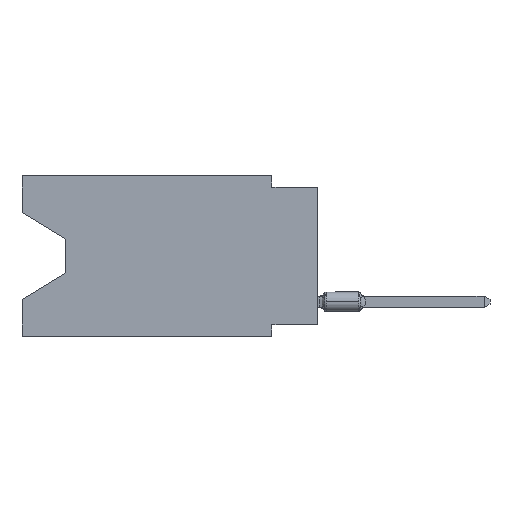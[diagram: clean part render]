
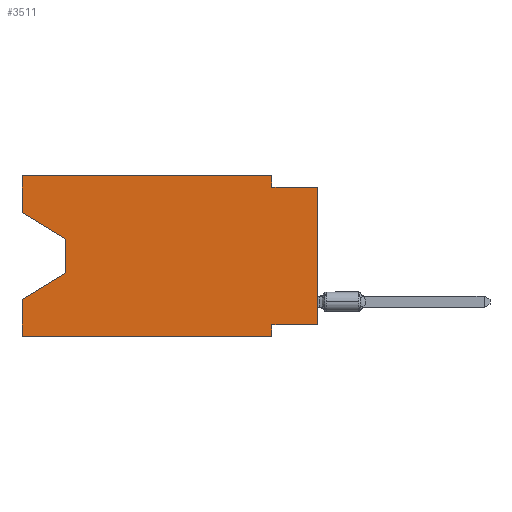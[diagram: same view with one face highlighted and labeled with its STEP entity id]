
A CAD part, left-side view. The second image highlights one B-rep face of the part: STEP entity #3511.
In plain terms, the highlighted planar face has unit normal (-1, 0, 0).
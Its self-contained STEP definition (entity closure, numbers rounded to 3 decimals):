
#85 = DIRECTION ( 'NONE',  ( 0., -1., 0. ) ) ;
#403 = CARTESIAN_POINT ( 'NONE',  ( 0., 2.54, 0. ) ) ;
#442 = CARTESIAN_POINT ( 'NONE',  ( 0., 16.383, 0. ) ) ;
#502 = VERTEX_POINT ( 'NONE', #12257 ) ;
#647 = EDGE_CURVE ( 'NONE', #502, #1913, #2704, .T. ) ;
#659 = VERTEX_POINT ( 'NONE', #11125 ) ;
#702 = CARTESIAN_POINT ( 'NONE',  ( 0., 0., -0.635 ) ) ;
#856 = VERTEX_POINT ( 'NONE', #15007 ) ;
#910 = VECTOR ( 'NONE', #10289, 1000. ) ;
#954 = VECTOR ( 'NONE', #11192, 1000. ) ;
#1091 = EDGE_CURVE ( 'NONE', #11981, #659, #6563, .T. ) ;
#1227 = LINE ( 'NONE', #4942, #2495 ) ;
#1403 = LINE ( 'NONE', #13939, #11618 ) ;
#1913 = VERTEX_POINT ( 'NONE', #403 ) ;
#2239 = CARTESIAN_POINT ( 'NONE',  ( 0., 2.54, -8.89 ) ) ;
#2334 = DIRECTION ( 'NONE',  ( 0., 0., 1. ) ) ;
#2495 = VECTOR ( 'NONE', #85, 1000. ) ;
#2704 = LINE ( 'NONE', #442, #11541 ) ;
#2739 = CARTESIAN_POINT ( 'NONE',  ( 0., 16.383, -8.89 ) ) ;
#2804 = EDGE_CURVE ( 'NONE', #11886, #6184, #11409, .T. ) ;
#2976 = VECTOR ( 'NONE', #8811, 1000. ) ;
#3107 = VERTEX_POINT ( 'NONE', #2739 ) ;
#3347 = ORIENTED_EDGE ( 'NONE', *, *, #12788, .F. ) ;
#3511 = ADVANCED_FACE ( 'NONE', ( #14430 ), #6291, .F. ) ;
#3701 = CARTESIAN_POINT ( 'NONE',  ( 0., 16.383, -6.852 ) ) ;
#4106 = LINE ( 'NONE', #702, #2976 ) ;
#4155 = EDGE_CURVE ( 'NONE', #856, #9453, #7147, .T. ) ;
#4377 = EDGE_CURVE ( 'NONE', #10233, #659, #4106, .T. ) ;
#4659 = DIRECTION ( 'NONE',  ( 0., 1., 0. ) ) ;
#4942 = CARTESIAN_POINT ( 'NONE',  ( 0., 16.383, -8.89 ) ) ;
#5065 = DIRECTION ( 'NONE',  ( 0., -1., 0. ) ) ;
#5414 = CARTESIAN_POINT ( 'NONE',  ( 0., 16.383, 0. ) ) ;
#5422 = VERTEX_POINT ( 'NONE', #14951 ) ;
#5633 = CARTESIAN_POINT ( 'NONE',  ( 0., 13.97, -5.385 ) ) ;
#5984 = DIRECTION ( 'NONE',  ( 0., -0.855, -0.519 ) ) ;
#6184 = VERTEX_POINT ( 'NONE', #3701 ) ;
#6218 = DIRECTION ( 'NONE',  ( 0., 0., -1. ) ) ;
#6266 = CARTESIAN_POINT ( 'NONE',  ( 0., 0., 0. ) ) ;
#6291 = PLANE ( 'NONE',  #11405 ) ;
#6425 = VECTOR ( 'NONE', #6960, 1000. ) ;
#6563 = LINE ( 'NONE', #6266, #954 ) ;
#6767 = LINE ( 'NONE', #5414, #7689 ) ;
#6960 = DIRECTION ( 'NONE',  ( 0., 0., -1. ) ) ;
#7125 = ORIENTED_EDGE ( 'NONE', *, *, #2804, .T. ) ;
#7147 = LINE ( 'NONE', #2239, #7618 ) ;
#7391 = ORIENTED_EDGE ( 'NONE', *, *, #12790, .F. ) ;
#7474 = EDGE_CURVE ( 'NONE', #5422, #9202, #12545, .T. ) ;
#7618 = VECTOR ( 'NONE', #9152, 1000. ) ;
#7689 = VECTOR ( 'NONE', #7982, 1000. ) ;
#7880 = ORIENTED_EDGE ( 'NONE', *, *, #647, .F. ) ;
#7929 = LINE ( 'NONE', #9003, #910 ) ;
#7982 = DIRECTION ( 'NONE',  ( 0., 0., 1. ) ) ;
#8726 = ORIENTED_EDGE ( 'NONE', *, *, #7474, .T. ) ;
#8811 = DIRECTION ( 'NONE',  ( 0., -1., 0. ) ) ;
#8981 = DIRECTION ( 'NONE',  ( 0., 0.855, -0.519 ) ) ;
#9003 = CARTESIAN_POINT ( 'NONE',  ( 0., 13.97, -3.505 ) ) ;
#9016 = CARTESIAN_POINT ( 'NONE',  ( 0., 16.383, 0. ) ) ;
#9152 = DIRECTION ( 'NONE',  ( 0., 0., -1. ) ) ;
#9163 = EDGE_CURVE ( 'NONE', #9202, #11886, #7929, .T. ) ;
#9202 = VERTEX_POINT ( 'NONE', #10737 ) ;
#9453 = VERTEX_POINT ( 'NONE', #13394 ) ;
#9477 = EDGE_CURVE ( 'NONE', #3107, #6184, #6767, .T. ) ;
#9806 = VECTOR ( 'NONE', #8981, 1000. ) ;
#10066 = VECTOR ( 'NONE', #2334, 1000. ) ;
#10233 = VERTEX_POINT ( 'NONE', #11001 ) ;
#10289 = DIRECTION ( 'NONE',  ( 0., 0., -1. ) ) ;
#10309 = LINE ( 'NONE', #9016, #10066 ) ;
#10451 = CARTESIAN_POINT ( 'NONE',  ( 0., 2.54, 0. ) ) ;
#10455 = ORIENTED_EDGE ( 'NONE', *, *, #4377, .F. ) ;
#10737 = CARTESIAN_POINT ( 'NONE',  ( 0., 13.97, -3.505 ) ) ;
#10928 = CARTESIAN_POINT ( 'NONE',  ( 0., 16.383, 0. ) ) ;
#11001 = CARTESIAN_POINT ( 'NONE',  ( 0., 2.54, -0.635 ) ) ;
#11065 = CARTESIAN_POINT ( 'NONE',  ( 0., 13.97, -5.385 ) ) ;
#11125 = CARTESIAN_POINT ( 'NONE',  ( 0., 0., -0.635 ) ) ;
#11192 = DIRECTION ( 'NONE',  ( 0., 0., 1. ) ) ;
#11261 = EDGE_CURVE ( 'NONE', #3107, #9453, #1227, .T. ) ;
#11405 = AXIS2_PLACEMENT_3D ( 'NONE', #10928, #11915, #6218 ) ;
#11409 = LINE ( 'NONE', #5633, #9806 ) ;
#11516 = CARTESIAN_POINT ( 'NONE',  ( 0., 0., -8.255 ) ) ;
#11541 = VECTOR ( 'NONE', #5065, 1000. ) ;
#11618 = VECTOR ( 'NONE', #4659, 1000. ) ;
#11728 = ORIENTED_EDGE ( 'NONE', *, *, #13287, .F. ) ;
#11745 = ORIENTED_EDGE ( 'NONE', *, *, #9477, .F. ) ;
#11886 = VERTEX_POINT ( 'NONE', #11065 ) ;
#11915 = DIRECTION ( 'NONE',  ( 1., 0., 0. ) ) ;
#11981 = VERTEX_POINT ( 'NONE', #11516 ) ;
#12157 = EDGE_LOOP ( 'NONE', ( #8726, #13899, #7125, #11745, #12760, #14886, #11728, #13214, #10455, #7391, #7880, #3347 ) ) ;
#12257 = CARTESIAN_POINT ( 'NONE',  ( 0., 16.383, 0. ) ) ;
#12475 = VECTOR ( 'NONE', #5984, 1000. ) ;
#12545 = LINE ( 'NONE', #14840, #12475 ) ;
#12760 = ORIENTED_EDGE ( 'NONE', *, *, #11261, .T. ) ;
#12788 = EDGE_CURVE ( 'NONE', #5422, #502, #10309, .T. ) ;
#12790 = EDGE_CURVE ( 'NONE', #1913, #10233, #13658, .T. ) ;
#13214 = ORIENTED_EDGE ( 'NONE', *, *, #1091, .T. ) ;
#13287 = EDGE_CURVE ( 'NONE', #11981, #856, #1403, .T. ) ;
#13394 = CARTESIAN_POINT ( 'NONE',  ( 0., 2.54, -8.89 ) ) ;
#13658 = LINE ( 'NONE', #10451, #6425 ) ;
#13899 = ORIENTED_EDGE ( 'NONE', *, *, #9163, .T. ) ;
#13939 = CARTESIAN_POINT ( 'NONE',  ( 0., 0., -8.255 ) ) ;
#14430 = FACE_OUTER_BOUND ( 'NONE', #12157, .T. ) ;
#14840 = CARTESIAN_POINT ( 'NONE',  ( 0., 16.383, -2.038 ) ) ;
#14886 = ORIENTED_EDGE ( 'NONE', *, *, #4155, .F. ) ;
#14951 = CARTESIAN_POINT ( 'NONE',  ( 0., 16.383, -2.038 ) ) ;
#15007 = CARTESIAN_POINT ( 'NONE',  ( 0., 2.54, -8.255 ) ) ;
